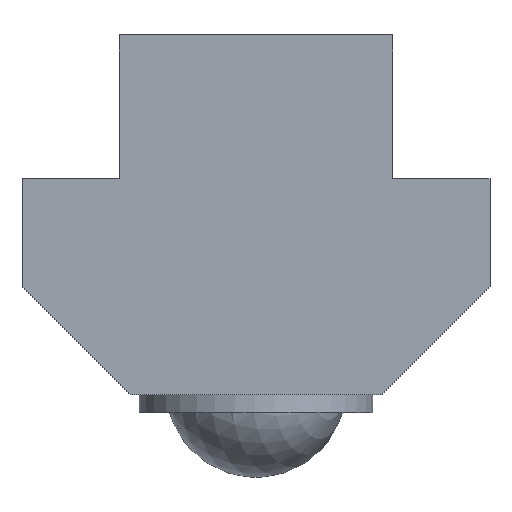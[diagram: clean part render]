
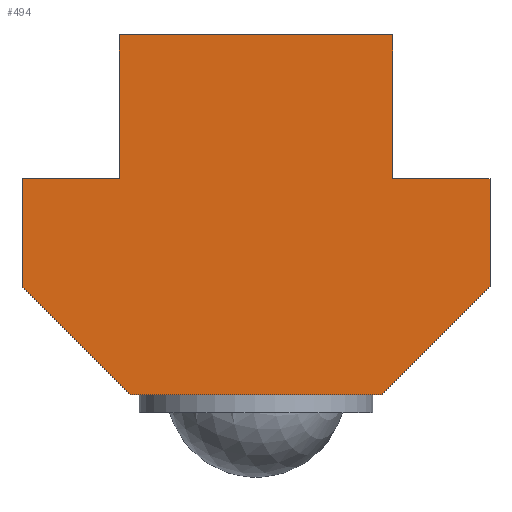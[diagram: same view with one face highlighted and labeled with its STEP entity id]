
A CAD part, left-side view. The second image highlights one B-rep face of the part: STEP entity #494.
In plain terms, the highlighted planar face has unit normal (-1, 0, 0).
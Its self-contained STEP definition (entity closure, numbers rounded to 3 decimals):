
#47=PLANE('',#579);
#70=FACE_OUTER_BOUND('',#99,.T.);
#99=EDGE_LOOP('',(#407,#408,#409,#410,#411,#412,#413,#414,#415,#416));
#120=LINE('',#810,#158);
#124=LINE('',#817,#162);
#127=LINE('',#823,#165);
#130=LINE('',#829,#168);
#133=LINE('',#835,#171);
#136=LINE('',#841,#174);
#139=LINE('',#847,#177);
#142=LINE('',#853,#180);
#145=LINE('',#859,#183);
#147=LINE('',#862,#185);
#158=VECTOR('',#647,1.);
#162=VECTOR('',#653,1.);
#165=VECTOR('',#658,1.);
#168=VECTOR('',#663,1.);
#171=VECTOR('',#668,1.);
#174=VECTOR('',#673,1.);
#177=VECTOR('',#678,1.);
#180=VECTOR('',#683,1.);
#183=VECTOR('',#688,1.);
#185=VECTOR('',#692,1.);
#231=VERTEX_POINT('',#807);
#232=VERTEX_POINT('',#809);
#234=VERTEX_POINT('',#815);
#236=VERTEX_POINT('',#821);
#238=VERTEX_POINT('',#827);
#240=VERTEX_POINT('',#833);
#242=VERTEX_POINT('',#839);
#244=VERTEX_POINT('',#845);
#246=VERTEX_POINT('',#851);
#248=VERTEX_POINT('',#857);
#282=EDGE_CURVE('',#232,#231,#120,.T.);
#286=EDGE_CURVE('',#231,#234,#124,.T.);
#289=EDGE_CURVE('',#234,#236,#127,.T.);
#292=EDGE_CURVE('',#236,#238,#130,.T.);
#295=EDGE_CURVE('',#240,#238,#133,.T.);
#298=EDGE_CURVE('',#242,#240,#136,.T.);
#301=EDGE_CURVE('',#242,#244,#139,.T.);
#304=EDGE_CURVE('',#246,#244,#142,.T.);
#307=EDGE_CURVE('',#248,#246,#145,.T.);
#309=EDGE_CURVE('',#232,#248,#147,.T.);
#407=ORIENTED_EDGE('',*,*,#309,.F.);
#408=ORIENTED_EDGE('',*,*,#282,.T.);
#409=ORIENTED_EDGE('',*,*,#286,.T.);
#410=ORIENTED_EDGE('',*,*,#289,.T.);
#411=ORIENTED_EDGE('',*,*,#292,.T.);
#412=ORIENTED_EDGE('',*,*,#295,.F.);
#413=ORIENTED_EDGE('',*,*,#298,.F.);
#414=ORIENTED_EDGE('',*,*,#301,.T.);
#415=ORIENTED_EDGE('',*,*,#304,.F.);
#416=ORIENTED_EDGE('',*,*,#307,.F.);
#494=ADVANCED_FACE('',(#70),#47,.F.);
#579=AXIS2_PLACEMENT_3D('',#864,#695,#696);
#647=DIRECTION('',(0.,1.,0.));
#653=DIRECTION('',(0.,0.,-1.));
#658=DIRECTION('',(0.,1.,0.));
#663=DIRECTION('',(0.,0.,-1.));
#668=DIRECTION('',(0.,0.707,0.707));
#673=DIRECTION('',(0.,1.,0.));
#678=DIRECTION('',(0.,-0.707,0.707));
#683=DIRECTION('',(0.,0.,-1.));
#688=DIRECTION('',(0.,-1.,0.));
#692=DIRECTION('',(0.,0.,-1.));
#695=DIRECTION('center_axis',(1.,0.,0.));
#696=DIRECTION('ref_axis',(0.,1.,0.));
#807=CARTESIAN_POINT('',(-6.5,3.8,0.));
#809=CARTESIAN_POINT('',(-6.5,-3.8,0.));
#810=CARTESIAN_POINT('',(-6.5,0.,0.));
#815=CARTESIAN_POINT('',(-6.5,3.8,-4.));
#817=CARTESIAN_POINT('',(-6.5,3.8,0.));
#821=CARTESIAN_POINT('',(-6.5,6.5,-4.));
#823=CARTESIAN_POINT('',(-6.5,3.8,-4.));
#827=CARTESIAN_POINT('',(-6.5,6.5,-7.));
#829=CARTESIAN_POINT('',(-6.5,6.5,-4.));
#833=CARTESIAN_POINT('',(-6.5,3.5,-10.));
#835=CARTESIAN_POINT('',(-6.5,3.5,-10.));
#839=CARTESIAN_POINT('',(-6.5,-3.5,-10.));
#841=CARTESIAN_POINT('',(-6.5,-3.5,-10.));
#845=CARTESIAN_POINT('',(-6.5,-6.5,-7.));
#847=CARTESIAN_POINT('',(-6.5,-3.5,-10.));
#851=CARTESIAN_POINT('',(-6.5,-6.5,-4.));
#853=CARTESIAN_POINT('',(-6.5,-6.5,-4.));
#857=CARTESIAN_POINT('',(-6.5,-3.8,-4.));
#859=CARTESIAN_POINT('',(-6.5,-3.8,-4.));
#862=CARTESIAN_POINT('',(-6.5,-3.8,0.));
#864=CARTESIAN_POINT('Origin',(-6.5,0.,-5.007));
